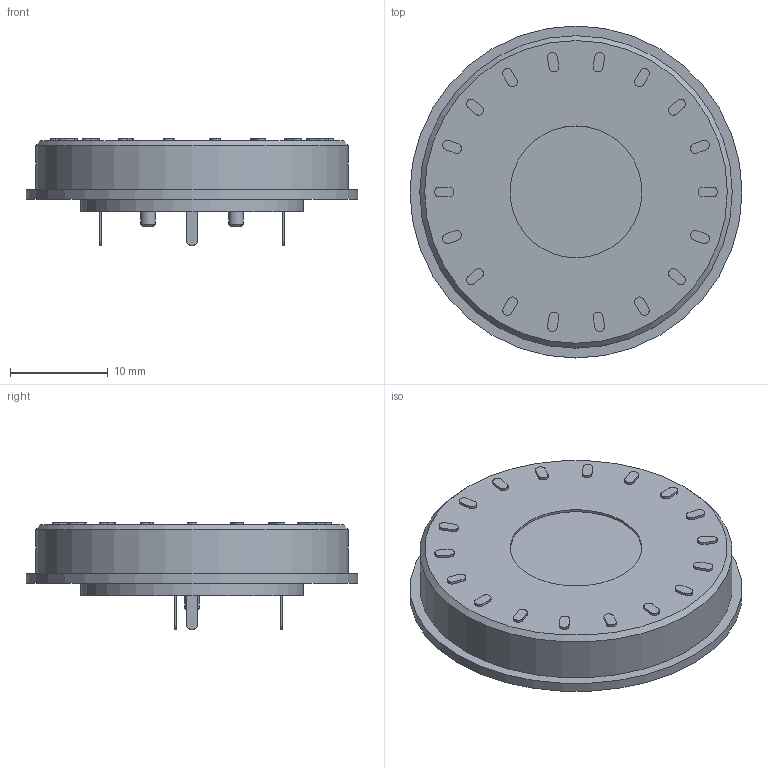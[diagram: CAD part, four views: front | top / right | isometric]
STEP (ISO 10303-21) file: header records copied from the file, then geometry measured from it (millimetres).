
FILE_DESCRIPTION(('FreeCAD Model'),'2;1');
FILE_NAME('encA.step','2016-09-07T21:46:09',('Author'),('') ,'Open CASCADE STEP processor 6.8','FreeCAD','Unknown');
FILE_SCHEMA(('AUTOMOTIVE_DESIGN_CC2 { 1 2 10303 214 -1 1 5 4 }'));
Length unit declared in the file: millimetre
Products named in the file (2): ASSEMBLY; encA
Assembly tree (1 placements, depth 2):
  ASSEMBLY
    encA
Bounding box: 34 x 34 x 11 mm (x, y, z)
Volume: 5407.7 mm3; surface area: 2569.3 mm2
Topology: 1 solids, 1 shells, 134 faces, 312 edges, 207 vertices
Faces by surface type: plane 81, cylinder 50, cone 3
Full cylindrical faces by diameter (mm): 1.5 x2, 13.5 x1, 22.8 x1, 32 x1, 34 x1
Entity records: 8546 total; most frequent: CARTESIAN_POINT 2209, DIRECTION 1199, LINE 711, VECTOR 711, ORIENTED_EDGE 624, PCURVE 624, DEFINITIONAL_REPRESENTATION 624, EDGE_CURVE 312
